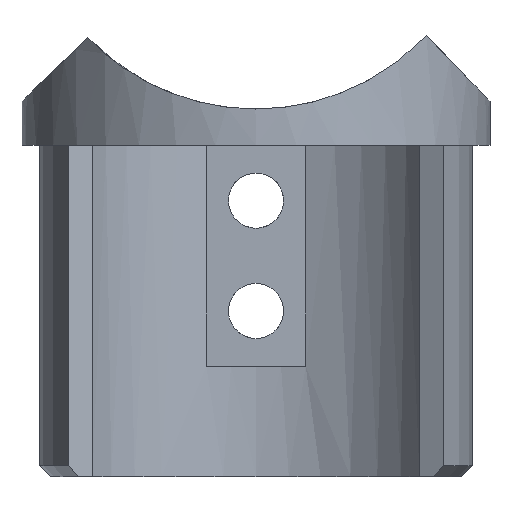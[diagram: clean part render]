
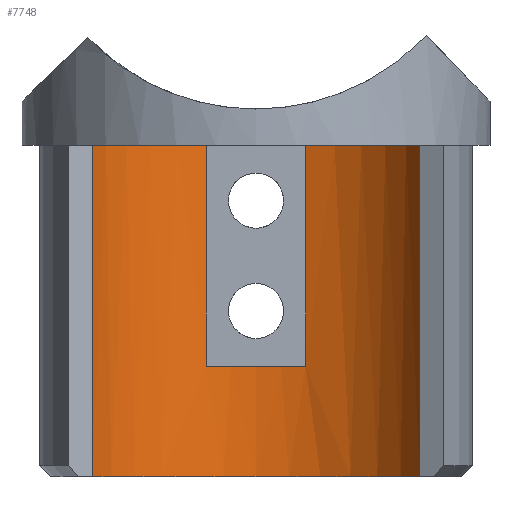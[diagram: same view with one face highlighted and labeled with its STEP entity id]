
A CAD part, front view. The second image highlights one B-rep face of the part: STEP entity #7748.
In plain terms, the highlighted cylindrical face has radius 17.1 mm (diameter 34.2 mm), a partial arc.
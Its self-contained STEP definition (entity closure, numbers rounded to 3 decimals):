
#565 = DIRECTION ( 'NONE',  ( 0., 0., 1. ) ) ;
#678 = VERTEX_POINT ( 'NONE', #15919 ) ;
#913 = VERTEX_POINT ( 'NONE', #8103 ) ;
#933 = ORIENTED_EDGE ( 'NONE', *, *, #16070, .T. ) ;
#1525 = CARTESIAN_POINT ( 'NONE',  ( -4.5, 16.497, -30. ) ) ;
#1822 = EDGE_CURVE ( 'NONE', #5623, #3784, #16517, .T. ) ;
#2337 = DIRECTION ( 'NONE',  ( 0., 0., 1. ) ) ;
#2706 = CARTESIAN_POINT ( 'NONE',  ( -17.1, 0., 0. ) ) ;
#2731 = EDGE_CURVE ( 'NONE', #913, #7591, #16081, .T. ) ;
#2809 = CYLINDRICAL_SURFACE ( 'NONE', #3634, 17.1 ) ;
#3128 = ORIENTED_EDGE ( 'NONE', *, *, #11887, .F. ) ;
#3208 = CARTESIAN_POINT ( 'NONE',  ( -4.5, 16.497, -20. ) ) ;
#3612 = CARTESIAN_POINT ( 'NONE',  ( 0., 0., 0. ) ) ;
#3634 = AXIS2_PLACEMENT_3D ( 'NONE', #13125, #2337, #14402 ) ;
#3784 = VERTEX_POINT ( 'NONE', #2706 ) ;
#3832 = CARTESIAN_POINT ( 'NONE',  ( 4.5, 16.497, -30. ) ) ;
#4386 = LINE ( 'NONE', #3832, #5238 ) ;
#4568 = VECTOR ( 'NONE', #565, 1000. ) ;
#4708 = DIRECTION ( 'NONE',  ( 0., 0., -1. ) ) ;
#4902 = DIRECTION ( 'NONE',  ( -1., 0., 0. ) ) ;
#4976 = VECTOR ( 'NONE', #4708, 1000. ) ;
#5061 = ORIENTED_EDGE ( 'NONE', *, *, #16407, .F. ) ;
#5238 = VECTOR ( 'NONE', #10504, 1000. ) ;
#5405 = CIRCLE ( 'NONE', #13052, 17.1 ) ;
#5623 = VERTEX_POINT ( 'NONE', #9640 ) ;
#5746 = DIRECTION ( 'NONE',  ( 0., 0., 1. ) ) ;
#5870 = VERTEX_POINT ( 'NONE', #11407 ) ;
#6090 = DIRECTION ( 'NONE',  ( 0., 0., 1. ) ) ;
#6789 = EDGE_CURVE ( 'NONE', #9676, #14564, #7246, .T. ) ;
#7246 = LINE ( 'NONE', #15305, #11406 ) ;
#7591 = VERTEX_POINT ( 'NONE', #3208 ) ;
#7654 = ORIENTED_EDGE ( 'NONE', *, *, #2731, .F. ) ;
#7748 = ADVANCED_FACE ( 'NONE', ( #13500 ), #2809, .F. ) ;
#8103 = CARTESIAN_POINT ( 'NONE',  ( -4.5, 16.497, 0. ) ) ;
#8561 = DIRECTION ( 'NONE',  ( 1., 0., 0. ) ) ;
#8589 = DIRECTION ( 'NONE',  ( 0., 0., 1. ) ) ;
#9151 = CIRCLE ( 'NONE', #16068, 17.1 ) ;
#9640 = CARTESIAN_POINT ( 'NONE',  ( -17.1, 0., -30. ) ) ;
#9676 = VERTEX_POINT ( 'NONE', #10226 ) ;
#9899 = ORIENTED_EDGE ( 'NONE', *, *, #1822, .F. ) ;
#10199 = CIRCLE ( 'NONE', #12714, 17.1 ) ;
#10226 = CARTESIAN_POINT ( 'NONE',  ( 17.1, 0., -30. ) ) ;
#10504 = DIRECTION ( 'NONE',  ( 0., 0., 1. ) ) ;
#10561 = ORIENTED_EDGE ( 'NONE', *, *, #6789, .T. ) ;
#10949 = CARTESIAN_POINT ( 'NONE',  ( 17.1, 0., 0. ) ) ;
#11114 = CARTESIAN_POINT ( 'NONE',  ( 0., 0., -20. ) ) ;
#11357 = EDGE_CURVE ( 'NONE', #5870, #678, #4386, .T. ) ;
#11406 = VECTOR ( 'NONE', #8589, 1000. ) ;
#11407 = CARTESIAN_POINT ( 'NONE',  ( 4.5, 16.497, -20. ) ) ;
#11548 = DIRECTION ( 'NONE',  ( 0., 0., 1. ) ) ;
#11887 = EDGE_CURVE ( 'NONE', #9676, #5623, #15913, .T. ) ;
#12002 = ORIENTED_EDGE ( 'NONE', *, *, #11357, .F. ) ;
#12428 = DIRECTION ( 'NONE',  ( -1., 0., 0. ) ) ;
#12714 = AXIS2_PLACEMENT_3D ( 'NONE', #14432, #11548, #16998 ) ;
#13052 = AXIS2_PLACEMENT_3D ( 'NONE', #3612, #6090, #4902 ) ;
#13125 = CARTESIAN_POINT ( 'NONE',  ( 0., 0., -30. ) ) ;
#13500 = FACE_OUTER_BOUND ( 'NONE', #14924, .T. ) ;
#13888 = AXIS2_PLACEMENT_3D ( 'NONE', #16269, #5746, #12428 ) ;
#13897 = CARTESIAN_POINT ( 'NONE',  ( -17.1, 0., -30. ) ) ;
#14000 = DIRECTION ( 'NONE',  ( 0., 0., -1. ) ) ;
#14402 = DIRECTION ( 'NONE',  ( 1., 0., 0. ) ) ;
#14432 = CARTESIAN_POINT ( 'NONE',  ( 0., 0., 0. ) ) ;
#14564 = VERTEX_POINT ( 'NONE', #10949 ) ;
#14924 = EDGE_LOOP ( 'NONE', ( #9899, #3128, #10561, #15279, #12002, #5061, #7654, #933 ) ) ;
#15279 = ORIENTED_EDGE ( 'NONE', *, *, #15363, .T. ) ;
#15305 = CARTESIAN_POINT ( 'NONE',  ( 17.1, 0., -30. ) ) ;
#15363 = EDGE_CURVE ( 'NONE', #14564, #678, #5405, .T. ) ;
#15913 = CIRCLE ( 'NONE', #13888, 17.1 ) ;
#15919 = CARTESIAN_POINT ( 'NONE',  ( 4.5, 16.497, 0. ) ) ;
#16068 = AXIS2_PLACEMENT_3D ( 'NONE', #11114, #14000, #8561 ) ;
#16070 = EDGE_CURVE ( 'NONE', #913, #3784, #10199, .T. ) ;
#16081 = LINE ( 'NONE', #1525, #4976 ) ;
#16269 = CARTESIAN_POINT ( 'NONE',  ( 0., 0., -30. ) ) ;
#16407 = EDGE_CURVE ( 'NONE', #7591, #5870, #9151, .T. ) ;
#16517 = LINE ( 'NONE', #13897, #4568 ) ;
#16998 = DIRECTION ( 'NONE',  ( -1., 0., 0. ) ) ;
